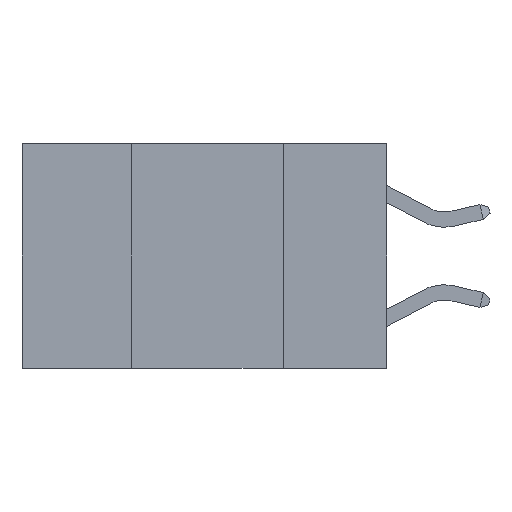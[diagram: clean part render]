
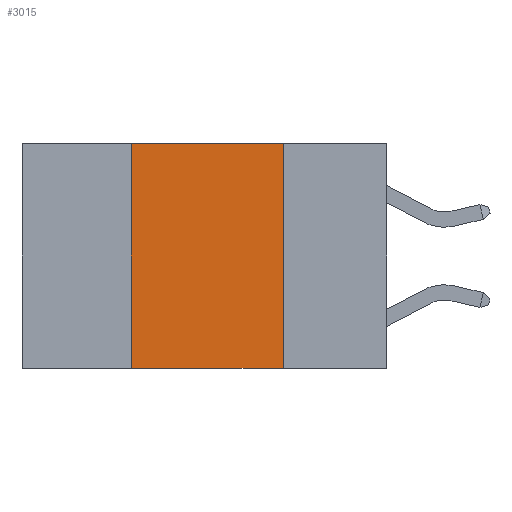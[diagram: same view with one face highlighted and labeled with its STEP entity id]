
A CAD part, left-side view. The second image highlights one B-rep face of the part: STEP entity #3015.
In plain terms, the highlighted planar face has unit normal (-1, 0, 0).
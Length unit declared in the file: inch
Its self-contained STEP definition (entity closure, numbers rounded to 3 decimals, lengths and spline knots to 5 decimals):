
#453 = LINE ( 'NONE', #15978, #15306 ) ;
#476 = AXIS2_PLACEMENT_3D ( 'NONE', #15232, #9735, #881 ) ;
#881 = DIRECTION ( 'NONE',  ( 0., 0., -1. ) ) ;
#1872 = LINE ( 'NONE', #10613, #13003 ) ;
#3015 = ADVANCED_FACE ( 'NONE', ( #8454 ), #17983, .F. ) ;
#3092 = CARTESIAN_POINT ( 'NONE',  ( 0., 0.42, -0.37 ) ) ;
#3411 = VECTOR ( 'NONE', #15283, 39.37008 ) ;
#4110 = ORIENTED_EDGE ( 'NONE', *, *, #5409, .F. ) ;
#4231 = CARTESIAN_POINT ( 'NONE',  ( 0., 0.17, 0. ) ) ;
#5409 = EDGE_CURVE ( 'NONE', #15827, #15381, #14876, .T. ) ;
#5491 = CARTESIAN_POINT ( 'NONE',  ( 0., 0.42, 0. ) ) ;
#5656 = LINE ( 'NONE', #5491, #9075 ) ;
#6931 = CARTESIAN_POINT ( 'NONE',  ( 0., 0.17, 0. ) ) ;
#7233 = ORIENTED_EDGE ( 'NONE', *, *, #7707, .F. ) ;
#7458 = EDGE_CURVE ( 'NONE', #16056, #15381, #1872, .T. ) ;
#7707 = EDGE_CURVE ( 'NONE', #16056, #9660, #5656, .T. ) ;
#8454 = FACE_OUTER_BOUND ( 'NONE', #8946, .T. ) ;
#8946 = EDGE_LOOP ( 'NONE', ( #4110, #10274, #7233, #14466 ) ) ;
#9075 = VECTOR ( 'NONE', #13977, 39.37008 ) ;
#9660 = VERTEX_POINT ( 'NONE', #14314 ) ;
#9735 = DIRECTION ( 'NONE',  ( 1., 0., 0. ) ) ;
#10274 = ORIENTED_EDGE ( 'NONE', *, *, #16409, .F. ) ;
#10613 = CARTESIAN_POINT ( 'NONE',  ( 0., 0.6, -0.37 ) ) ;
#11945 = DIRECTION ( 'NONE',  ( 0., -1., 0. ) ) ;
#12234 = CARTESIAN_POINT ( 'NONE',  ( 0., 0.17, -0.37 ) ) ;
#13003 = VECTOR ( 'NONE', #11945, 39.37008 ) ;
#13977 = DIRECTION ( 'NONE',  ( 0., 0., 1. ) ) ;
#14314 = CARTESIAN_POINT ( 'NONE',  ( 0., 0.42, 0. ) ) ;
#14466 = ORIENTED_EDGE ( 'NONE', *, *, #7458, .T. ) ;
#14876 = LINE ( 'NONE', #6931, #3411 ) ;
#15232 = CARTESIAN_POINT ( 'NONE',  ( 0., 0.6, 0. ) ) ;
#15283 = DIRECTION ( 'NONE',  ( 0., 0., -1. ) ) ;
#15306 = VECTOR ( 'NONE', #17344, 39.37008 ) ;
#15381 = VERTEX_POINT ( 'NONE', #12234 ) ;
#15827 = VERTEX_POINT ( 'NONE', #4231 ) ;
#15978 = CARTESIAN_POINT ( 'NONE',  ( 0., 0.6, 0. ) ) ;
#16056 = VERTEX_POINT ( 'NONE', #3092 ) ;
#16409 = EDGE_CURVE ( 'NONE', #9660, #15827, #453, .T. ) ;
#17344 = DIRECTION ( 'NONE',  ( 0., -1., 0. ) ) ;
#17983 = PLANE ( 'NONE',  #476 ) ;
